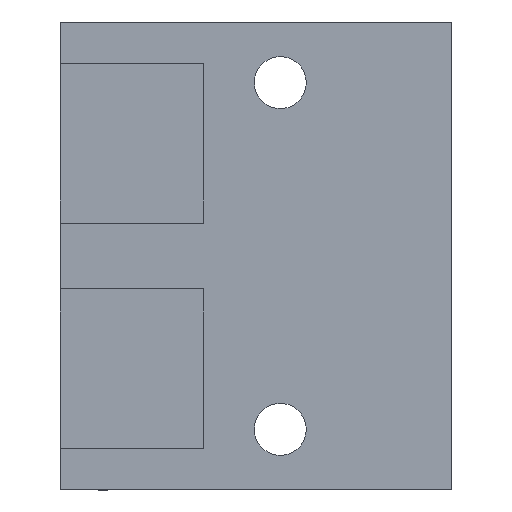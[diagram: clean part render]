
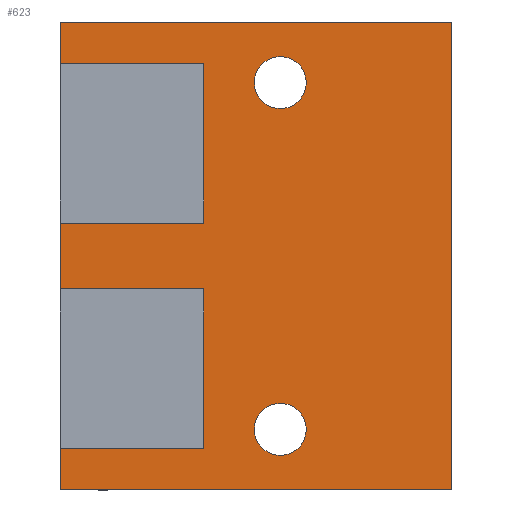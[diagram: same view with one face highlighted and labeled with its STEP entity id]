
A CAD part, front view. The second image highlights one B-rep face of the part: STEP entity #623.
In plain terms, the highlighted planar face has unit normal (0, -1, 0).
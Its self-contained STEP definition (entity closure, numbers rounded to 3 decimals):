
#28=LINE('',#912,#91);
#34=LINE('',#924,#97);
#37=LINE('',#932,#100);
#38=LINE('',#941,#101);
#41=LINE('',#951,#104);
#42=LINE('',#953,#105);
#43=LINE('',#955,#106);
#44=LINE('',#957,#107);
#45=LINE('',#959,#108);
#46=LINE('',#960,#109);
#47=LINE('',#962,#110);
#48=LINE('',#963,#111);
#49=LINE('',#966,#112);
#91=VECTOR('',#736,10.);
#97=VECTOR('',#744,10.);
#100=VECTOR('',#751,10.);
#101=VECTOR('',#760,10.);
#104=VECTOR('',#769,10.);
#105=VECTOR('',#770,10.);
#106=VECTOR('',#771,10.);
#107=VECTOR('',#772,10.);
#108=VECTOR('',#773,10.);
#109=VECTOR('',#774,10.);
#110=VECTOR('',#775,10.);
#111=VECTOR('',#776,10.);
#112=VECTOR('',#777,10.);
#159=FACE_BOUND('',#216,.T.);
#160=FACE_BOUND('',#217,.T.);
#177=FACE_OUTER_BOUND('',#215,.T.);
#215=EDGE_LOOP('',(#449,#450,#451,#452,#453,#454,#455,#456,#457,#458,#459,
#460));
#216=EDGE_LOOP('',(#461,#462));
#217=EDGE_LOOP('',(#463));
#263=CIRCLE('',#680,1.5);
#264=CIRCLE('',#681,1.5);
#281=VERTEX_POINT('',#908);
#283=VERTEX_POINT('',#911);
#286=VERTEX_POINT('',#918);
#288=VERTEX_POINT('',#922);
#291=VERTEX_POINT('',#930);
#295=VERTEX_POINT('',#940);
#299=VERTEX_POINT('',#950);
#300=VERTEX_POINT('',#952);
#301=VERTEX_POINT('',#954);
#302=VERTEX_POINT('',#956);
#303=VERTEX_POINT('',#958);
#304=VERTEX_POINT('',#961);
#305=VERTEX_POINT('',#964);
#306=VERTEX_POINT('',#965);
#307=VERTEX_POINT('',#968);
#341=EDGE_CURVE('',#283,#281,#28,.T.);
#347=EDGE_CURVE('',#286,#288,#34,.T.);
#351=EDGE_CURVE('',#288,#291,#37,.T.);
#355=EDGE_CURVE('',#295,#286,#38,.T.);
#360=EDGE_CURVE('',#299,#291,#41,.T.);
#361=EDGE_CURVE('',#300,#299,#42,.T.);
#362=EDGE_CURVE('',#300,#301,#43,.F.);
#363=EDGE_CURVE('',#302,#301,#44,.T.);
#364=EDGE_CURVE('',#303,#302,#45,.T.);
#365=EDGE_CURVE('',#303,#283,#46,.T.);
#366=EDGE_CURVE('',#281,#304,#47,.T.);
#367=EDGE_CURVE('',#295,#304,#48,.T.);
#368=EDGE_CURVE('',#305,#306,#49,.T.);
#369=EDGE_CURVE('',#305,#306,#263,.T.);
#370=EDGE_CURVE('',#307,#307,#264,.T.);
#449=ORIENTED_EDGE('',*,*,#351,.T.);
#450=ORIENTED_EDGE('',*,*,#360,.F.);
#451=ORIENTED_EDGE('',*,*,#361,.F.);
#452=ORIENTED_EDGE('',*,*,#362,.T.);
#453=ORIENTED_EDGE('',*,*,#363,.F.);
#454=ORIENTED_EDGE('',*,*,#364,.F.);
#455=ORIENTED_EDGE('',*,*,#365,.T.);
#456=ORIENTED_EDGE('',*,*,#341,.T.);
#457=ORIENTED_EDGE('',*,*,#366,.T.);
#458=ORIENTED_EDGE('',*,*,#367,.F.);
#459=ORIENTED_EDGE('',*,*,#355,.T.);
#460=ORIENTED_EDGE('',*,*,#347,.T.);
#461=ORIENTED_EDGE('',*,*,#368,.F.);
#462=ORIENTED_EDGE('',*,*,#369,.T.);
#463=ORIENTED_EDGE('',*,*,#370,.T.);
#603=PLANE('',#679);
#623=ADVANCED_FACE('',(#177,#159,#160),#603,.T.);
#679=AXIS2_PLACEMENT_3D('',#949,#767,#768);
#680=AXIS2_PLACEMENT_3D('',#967,#778,#779);
#681=AXIS2_PLACEMENT_3D('',#969,#780,#781);
#736=DIRECTION('',(0.,0.,-1.));
#744=DIRECTION('',(0.,0.,-1.));
#751=DIRECTION('',(-1.,0.,0.));
#760=DIRECTION('',(1.,0.,0.));
#767=DIRECTION('center_axis',(0.,-1.,0.));
#768=DIRECTION('ref_axis',(1.,0.,0.));
#769=DIRECTION('',(0.,0.,1.));
#770=DIRECTION('',(-1.,0.,0.));
#771=DIRECTION('',(0.,0.,-1.));
#772=DIRECTION('',(1.,0.,0.));
#773=DIRECTION('',(0.,0.,1.));
#774=DIRECTION('',(1.,0.,0.));
#775=DIRECTION('',(-1.,0.,0.));
#776=DIRECTION('',(0.,0.,1.));
#777=DIRECTION('',(0.,0.,-1.));
#778=DIRECTION('center_axis',(0.,1.,0.));
#779=DIRECTION('ref_axis',(1.,0.,0.));
#780=DIRECTION('center_axis',(0.,1.,0.));
#781=DIRECTION('ref_axis',(1.,0.,0.));
#908=CARTESIAN_POINT('',(-14.419,74.499,1.9));
#911=CARTESIAN_POINT('',(-14.419,74.499,11.1));
#912=CARTESIAN_POINT('',(-14.419,74.499,11.1));
#918=CARTESIAN_POINT('',(-14.419,74.499,-1.9));
#922=CARTESIAN_POINT('',(-14.419,74.499,-11.1));
#924=CARTESIAN_POINT('',(-14.419,74.499,11.1));
#930=CARTESIAN_POINT('',(-22.7,74.499,-11.1));
#932=CARTESIAN_POINT('',(-21.1,74.499,-11.1));
#940=CARTESIAN_POINT('',(-22.7,74.499,-1.9));
#941=CARTESIAN_POINT('',(-18.3,74.499,-1.9));
#949=CARTESIAN_POINT('Origin',(-22.7,74.499,-13.5));
#950=CARTESIAN_POINT('',(-22.7,74.499,-13.5));
#951=CARTESIAN_POINT('',(-22.7,74.499,-13.5));
#952=CARTESIAN_POINT('',(-0.1,74.499,-13.5));
#953=CARTESIAN_POINT('',(-5.675,74.499,-13.5));
#954=CARTESIAN_POINT('',(-0.1,74.499,13.5));
#955=CARTESIAN_POINT('',(-0.1,74.499,-13.5));
#956=CARTESIAN_POINT('',(-22.7,74.499,13.5));
#957=CARTESIAN_POINT('',(-17.025,74.499,13.5));
#958=CARTESIAN_POINT('',(-22.7,74.499,11.1));
#959=CARTESIAN_POINT('',(-22.7,74.499,-13.5));
#960=CARTESIAN_POINT('',(-21.1,74.499,11.1));
#961=CARTESIAN_POINT('',(-22.7,74.499,1.9));
#962=CARTESIAN_POINT('',(-18.3,74.499,1.9));
#963=CARTESIAN_POINT('',(-22.7,74.499,-13.5));
#964=CARTESIAN_POINT('',(-11.5,74.499,-10.));
#965=CARTESIAN_POINT('',(-11.5,74.499,-10.002));
#966=CARTESIAN_POINT('',(-11.5,74.499,-10.));
#967=CARTESIAN_POINT('Origin',(-10.,74.499,-10.));
#968=CARTESIAN_POINT('',(-11.5,74.499,10.));
#969=CARTESIAN_POINT('Origin',(-10.,74.499,10.));
